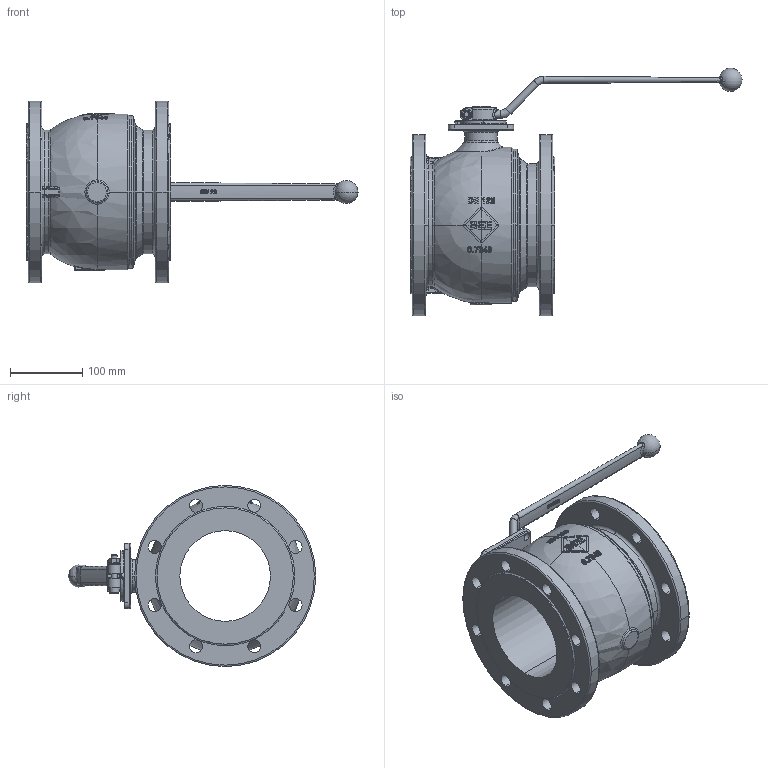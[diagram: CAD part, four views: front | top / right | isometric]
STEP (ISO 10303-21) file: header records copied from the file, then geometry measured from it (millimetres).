
FILE_DESCRIPTION(('STEP AP214'),'1');
FILE_NAME('valve_ksl75-125-16-b.stp','2018-01-04T10:03:28',('TraceParts'),('TraceParts S.A.'),'Spatial InterOp 3D',' ',' ');
FILE_SCHEMA(('automotive_design'));
Length unit declared in the file: millimetre
Products named in the file (1): valve_ksl75-125-16-b
Bounding box: 458 x 341.5 x 250 mm (x, y, z)
Volume: 4602824.9 mm3; surface area: 410414.5 mm2
Topology: 1 solids, 3 shells, 765 faces, 2155 edges, 1369 vertices
Faces by surface type: plane 228, cylinder 207, bspline 164, torus 89, cone 47, sphere 30
Entity records: 35956 total; most frequent: CARTESIAN_POINT 10678, ORIENTED_EDGE 4278, DIRECTION 3798, EDGE_CURVE 2139, AXIS2_PLACEMENT_3D 1533, VERTEX_POINT 1369, CIRCLE 869, EDGE_LOOP 836
